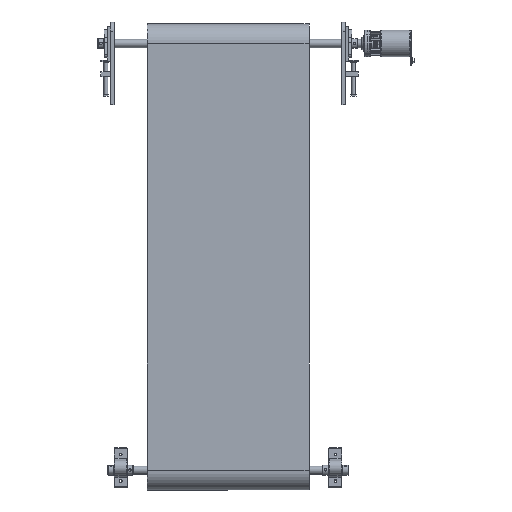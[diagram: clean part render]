
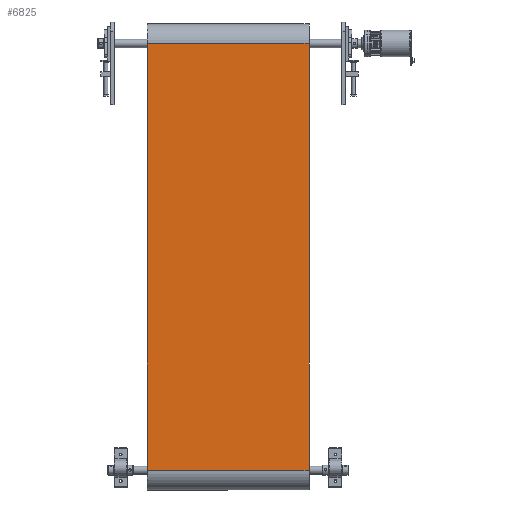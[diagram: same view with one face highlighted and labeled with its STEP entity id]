
A CAD part, front view. The second image highlights one B-rep face of the part: STEP entity #6825.
In plain terms, the highlighted planar face has unit normal (0, -1, 0).
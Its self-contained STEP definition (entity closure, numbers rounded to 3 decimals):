
#656=PLANE('',#7894);
#991=LINE('',#11983,#1460);
#1003=LINE('',#12017,#1472);
#1004=LINE('',#12020,#1473);
#1005=LINE('',#12021,#1474);
#1460=VECTOR('',#9606,10.);
#1472=VECTOR('',#9640,10.);
#1473=VECTOR('',#9643,10.);
#1474=VECTOR('',#9644,10.);
#2078=FACE_OUTER_BOUND('',#2584,.T.);
#2584=EDGE_LOOP('',(#5890,#5891,#5892,#5893));
#3548=VERTEX_POINT('',#11976);
#3551=VERTEX_POINT('',#11981);
#3562=VERTEX_POINT('',#12015);
#3563=VERTEX_POINT('',#12019);
#4358=EDGE_CURVE('',#3551,#3548,#991,.T.);
#4375=EDGE_CURVE('',#3551,#3562,#1003,.T.);
#4376=EDGE_CURVE('',#3563,#3562,#1004,.T.);
#4377=EDGE_CURVE('',#3548,#3563,#1005,.T.);
#5890=ORIENTED_EDGE('',*,*,#4375,.T.);
#5891=ORIENTED_EDGE('',*,*,#4376,.F.);
#5892=ORIENTED_EDGE('',*,*,#4377,.F.);
#5893=ORIENTED_EDGE('',*,*,#4358,.F.);
#6825=ADVANCED_FACE('',(#2078),#656,.T.);
#7894=AXIS2_PLACEMENT_3D('',#12018,#9641,#9642);
#9606=DIRECTION('',(-1.,0.,0.));
#9640=DIRECTION('',(0.,0.,1.));
#9641=DIRECTION('center_axis',(0.,-1.,0.));
#9642=DIRECTION('ref_axis',(1.,0.,0.));
#9643=DIRECTION('',(1.,0.,0.));
#9644=DIRECTION('',(0.,0.,1.));
#11976=CARTESIAN_POINT('',(0.,-60.,-244.8));
#11981=CARTESIAN_POINT('',(1291.2,-60.,-244.8));
#11983=CARTESIAN_POINT('',(0.,-60.,-244.8));
#12015=CARTESIAN_POINT('',(1291.2,-60.,244.8));
#12017=CARTESIAN_POINT('',(1291.2,-60.,0.));
#12018=CARTESIAN_POINT('Origin',(0.,-60.,0.));
#12019=CARTESIAN_POINT('',(0.,-60.,244.8));
#12020=CARTESIAN_POINT('',(0.,-60.,244.8));
#12021=CARTESIAN_POINT('',(0.,-60.,0.));
